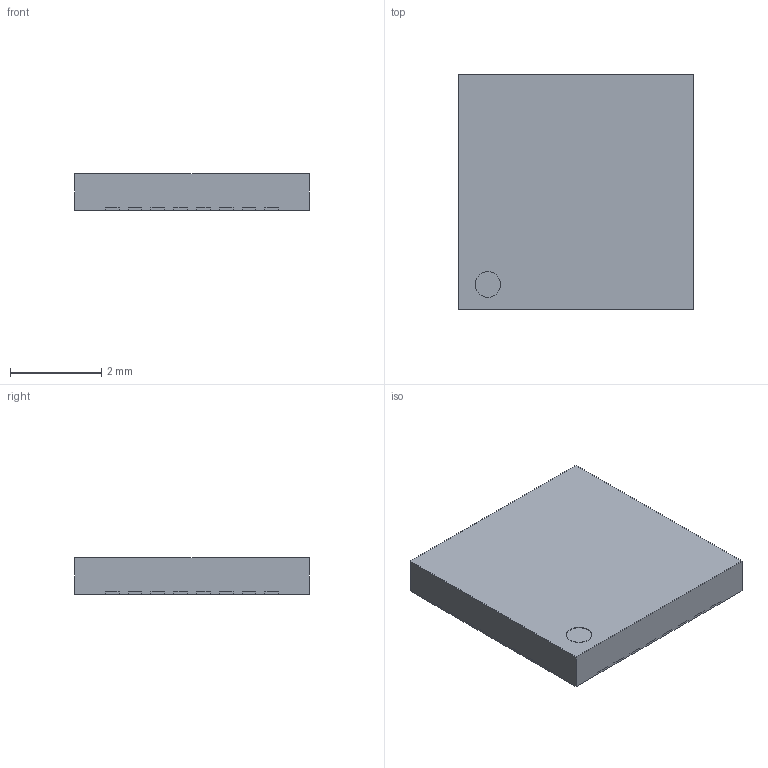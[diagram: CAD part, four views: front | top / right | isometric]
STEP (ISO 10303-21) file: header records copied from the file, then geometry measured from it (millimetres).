
FILE_DESCRIPTION (( 'STEP AP214' ), '1' );
FILE_NAME ('DRV8350FS.STEP', '2021-12-21T23:50:14', ( '' ), ( '' ), 'SwSTEP 2.0', 'SolidWorks 2020', '' );
FILE_SCHEMA (( 'AUTOMOTIVE_DESIGN' ));
Length unit declared in the file: millimetre
Products named in the file (1): DRV8350FS
Bounding box: 5.15 x 5.15 x 0.8 mm (x, y, z)
Volume: 21.2 mm3; surface area: 107.5 mm2
Topology: 34 solids, 34 shells, 356 faces, 858 edges, 572 vertices
Faces by surface type: plane 274, cylinder 82
Entity records: 14190 total; most frequent: CARTESIAN_POINT 1787, DIRECTION 1736, ORIENTED_EDGE 1716, EDGE_CURVE 858, VECTOR 694, LINE 694, VERTEX_POINT 572, AXIS2_PLACEMENT_3D 521
